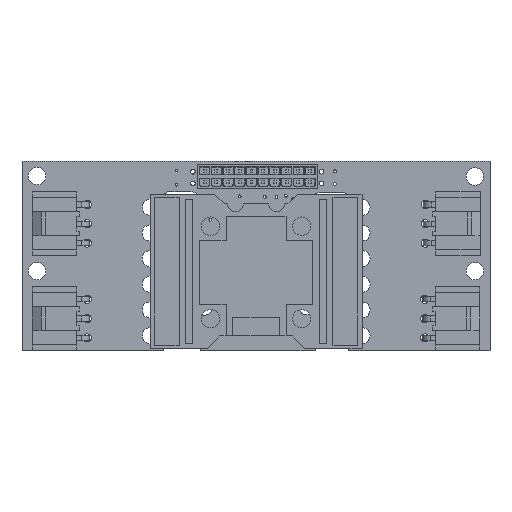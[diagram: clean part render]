
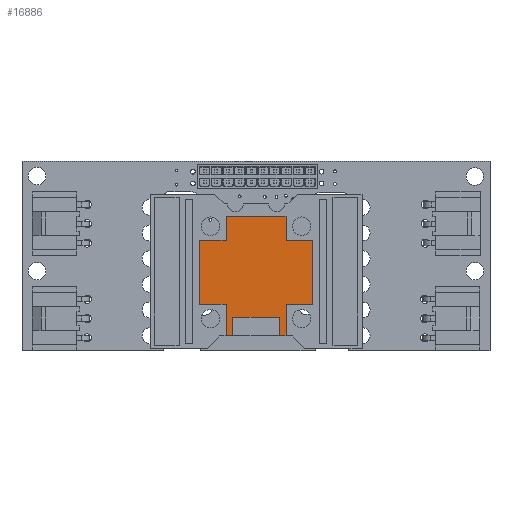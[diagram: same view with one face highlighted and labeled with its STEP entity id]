
A CAD part, top view. The second image highlights one B-rep face of the part: STEP entity #16886.
In plain terms, the highlighted planar face has unit normal (0, 0, 1).
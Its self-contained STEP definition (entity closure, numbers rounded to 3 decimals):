
#362=PLANE('',#18007);
#1188=FACE_OUTER_BOUND('',#2208,.T.);
#2208=EDGE_LOOP('',(#12240,#12241,#12242,#12243,#12244,#12245,#12246,#12247,
#12248,#12249,#12250,#12251,#12252,#12253,#12254,#12255));
#3174=LINE('',#23846,#5301);
#3178=LINE('',#23854,#5305);
#3317=LINE('',#24149,#5444);
#3318=LINE('',#24151,#5445);
#3319=LINE('',#24152,#5446);
#3320=LINE('',#24154,#5447);
#3321=LINE('',#24156,#5448);
#3322=LINE('',#24158,#5449);
#3323=LINE('',#24160,#5450);
#3324=LINE('',#24162,#5451);
#3325=LINE('',#24164,#5452);
#3326=LINE('',#24166,#5453);
#3327=LINE('',#24168,#5454);
#3328=LINE('',#24170,#5455);
#3329=LINE('',#24172,#5456);
#3330=LINE('',#24173,#5457);
#5301=VECTOR('',#19551,1000.);
#5305=VECTOR('',#19555,1000.);
#5444=VECTOR('',#19726,1000.);
#5445=VECTOR('',#19727,1000.);
#5446=VECTOR('',#19728,1000.);
#5447=VECTOR('',#19729,1000.);
#5448=VECTOR('',#19730,1000.);
#5449=VECTOR('',#19731,1000.);
#5450=VECTOR('',#19732,1000.);
#5451=VECTOR('',#19733,1000.);
#5452=VECTOR('',#19734,1000.);
#5453=VECTOR('',#19735,1000.);
#5454=VECTOR('',#19736,1000.);
#5455=VECTOR('',#19737,1000.);
#5456=VECTOR('',#19738,1000.);
#5457=VECTOR('',#19739,1000.);
#7728=VERTEX_POINT('',#23843);
#7729=VERTEX_POINT('',#23845);
#7732=VERTEX_POINT('',#23851);
#7733=VERTEX_POINT('',#23853);
#7873=VERTEX_POINT('',#24148);
#7874=VERTEX_POINT('',#24150);
#7875=VERTEX_POINT('',#24153);
#7876=VERTEX_POINT('',#24155);
#7877=VERTEX_POINT('',#24157);
#7878=VERTEX_POINT('',#24159);
#7879=VERTEX_POINT('',#24161);
#7880=VERTEX_POINT('',#24163);
#7881=VERTEX_POINT('',#24165);
#7882=VERTEX_POINT('',#24167);
#7883=VERTEX_POINT('',#24169);
#7884=VERTEX_POINT('',#24171);
#9388=EDGE_CURVE('',#7728,#7729,#3174,.T.);
#9392=EDGE_CURVE('',#7732,#7733,#3178,.T.);
#9543=EDGE_CURVE('',#7732,#7873,#3317,.T.);
#9544=EDGE_CURVE('',#7874,#7873,#3318,.T.);
#9545=EDGE_CURVE('',#7729,#7874,#3319,.T.);
#9546=EDGE_CURVE('',#7875,#7728,#3320,.T.);
#9547=EDGE_CURVE('',#7875,#7876,#3321,.T.);
#9548=EDGE_CURVE('',#7877,#7876,#3322,.T.);
#9549=EDGE_CURVE('',#7878,#7877,#3323,.T.);
#9550=EDGE_CURVE('',#7879,#7878,#3324,.T.);
#9551=EDGE_CURVE('',#7880,#7879,#3325,.T.);
#9552=EDGE_CURVE('',#7880,#7881,#3326,.T.);
#9553=EDGE_CURVE('',#7882,#7881,#3327,.T.);
#9554=EDGE_CURVE('',#7882,#7883,#3328,.T.);
#9555=EDGE_CURVE('',#7883,#7884,#3329,.T.);
#9556=EDGE_CURVE('',#7884,#7733,#3330,.T.);
#12240=ORIENTED_EDGE('',*,*,#9392,.F.);
#12241=ORIENTED_EDGE('',*,*,#9543,.T.);
#12242=ORIENTED_EDGE('',*,*,#9544,.F.);
#12243=ORIENTED_EDGE('',*,*,#9545,.F.);
#12244=ORIENTED_EDGE('',*,*,#9388,.F.);
#12245=ORIENTED_EDGE('',*,*,#9546,.F.);
#12246=ORIENTED_EDGE('',*,*,#9547,.T.);
#12247=ORIENTED_EDGE('',*,*,#9548,.F.);
#12248=ORIENTED_EDGE('',*,*,#9549,.F.);
#12249=ORIENTED_EDGE('',*,*,#9550,.F.);
#12250=ORIENTED_EDGE('',*,*,#9551,.F.);
#12251=ORIENTED_EDGE('',*,*,#9552,.T.);
#12252=ORIENTED_EDGE('',*,*,#9553,.F.);
#12253=ORIENTED_EDGE('',*,*,#9554,.T.);
#12254=ORIENTED_EDGE('',*,*,#9555,.T.);
#12255=ORIENTED_EDGE('',*,*,#9556,.T.);
#16886=ADVANCED_FACE('',(#1188),#362,.T.);
#18007=AXIS2_PLACEMENT_3D('',#24147,#19724,#19725);
#19551=DIRECTION('',(-1.,0.,0.));
#19555=DIRECTION('',(-1.,0.,0.));
#19724=DIRECTION('center_axis',(0.,0.,1.));
#19725=DIRECTION('ref_axis',(1.,0.,0.));
#19726=DIRECTION('',(0.,1.,0.));
#19727=DIRECTION('',(-1.,0.,0.));
#19728=DIRECTION('',(0.,1.,0.));
#19729=DIRECTION('',(0.,-1.,0.));
#19730=DIRECTION('',(1.,0.,0.));
#19731=DIRECTION('',(0.,-1.,0.));
#19732=DIRECTION('',(1.,0.,0.));
#19733=DIRECTION('',(0.,-1.,0.));
#19734=DIRECTION('',(1.,0.,0.));
#19735=DIRECTION('',(0.,-1.,0.));
#19736=DIRECTION('',(1.,0.,0.));
#19737=DIRECTION('',(0.,-1.,0.));
#19738=DIRECTION('',(1.,0.,0.));
#19739=DIRECTION('',(0.,-1.,0.));
#23843=CARTESIAN_POINT('',(29.5,2.7,2.37));
#23845=CARTESIAN_POINT('',(28.05,2.7,2.37));
#23846=CARTESIAN_POINT('',(19.025,2.7,2.37));
#23851=CARTESIAN_POINT('',(17.95,2.7,2.37));
#23853=CARTESIAN_POINT('',(16.5,2.7,2.37));
#23854=CARTESIAN_POINT('',(19.025,2.7,2.37));
#24147=CARTESIAN_POINT('Origin',(23.,16.72,2.37));
#24148=CARTESIAN_POINT('',(17.95,6.8,2.37));
#24149=CARTESIAN_POINT('',(17.95,4.75,2.37));
#24150=CARTESIAN_POINT('',(28.05,6.8,2.37));
#24151=CARTESIAN_POINT('',(23.,6.8,2.37));
#24152=CARTESIAN_POINT('',(28.05,4.75,2.37));
#24153=CARTESIAN_POINT('',(29.5,9.54,2.37));
#24154=CARTESIAN_POINT('',(29.5,6.12,2.37));
#24155=CARTESIAN_POINT('',(35.3,9.54,2.37));
#24156=CARTESIAN_POINT('',(32.4,9.54,2.37));
#24157=CARTESIAN_POINT('',(35.3,23.44,2.37));
#24158=CARTESIAN_POINT('',(35.3,16.49,2.37));
#24159=CARTESIAN_POINT('',(29.5,23.44,2.37));
#24160=CARTESIAN_POINT('',(32.4,23.44,2.37));
#24161=CARTESIAN_POINT('',(29.5,28.69,2.37));
#24162=CARTESIAN_POINT('',(29.5,26.065,2.37));
#24163=CARTESIAN_POINT('',(16.5,28.69,2.37));
#24164=CARTESIAN_POINT('',(23.,28.69,2.37));
#24165=CARTESIAN_POINT('',(16.5,23.44,2.37));
#24166=CARTESIAN_POINT('',(16.5,26.065,2.37));
#24167=CARTESIAN_POINT('',(10.7,23.44,2.37));
#24168=CARTESIAN_POINT('',(13.6,23.44,2.37));
#24169=CARTESIAN_POINT('',(10.7,9.54,2.37));
#24170=CARTESIAN_POINT('',(10.7,16.49,2.37));
#24171=CARTESIAN_POINT('',(16.5,9.54,2.37));
#24172=CARTESIAN_POINT('',(13.6,9.54,2.37));
#24173=CARTESIAN_POINT('',(16.5,6.12,2.37));
